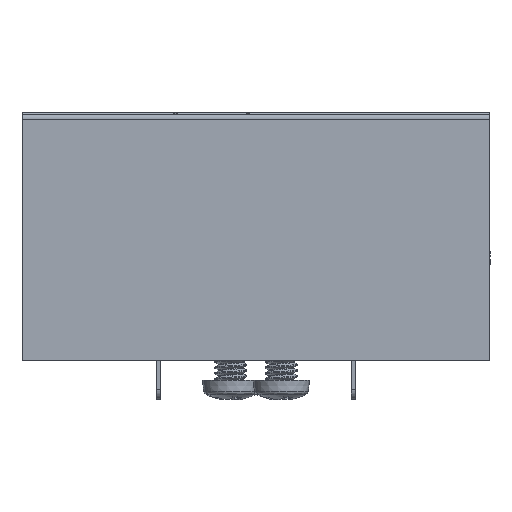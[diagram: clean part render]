
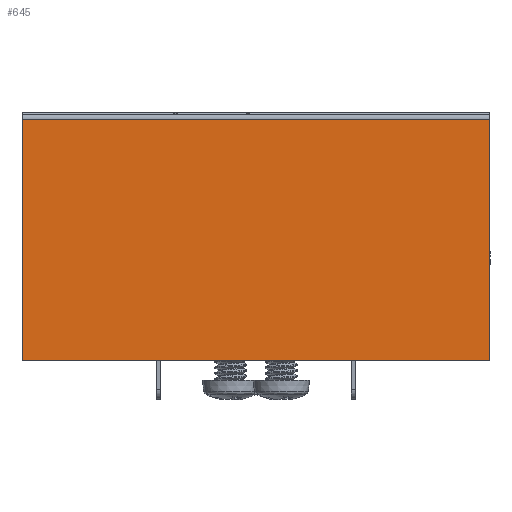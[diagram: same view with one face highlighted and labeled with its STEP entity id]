
A CAD part, left-side view. The second image highlights one B-rep face of the part: STEP entity #645.
In plain terms, the highlighted face is planar.
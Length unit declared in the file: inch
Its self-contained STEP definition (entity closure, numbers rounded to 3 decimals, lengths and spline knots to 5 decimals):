
#367 = FACE_OUTER_BOUND ( 'NONE', #8735, .T. ) ;
#413 = VERTEX_POINT ( 'NONE', #26242 ) ;
#546 = EDGE_CURVE ( 'NONE', #18859, #625, #7619, .T. ) ;
#625 = VERTEX_POINT ( 'NONE', #16784 ) ;
#645 = ADVANCED_FACE ( 'NONE', ( #367 ), #15979, .F. ) ;
#2138 = CARTESIAN_POINT ( 'NONE',  ( 1., 0.72835, 0.75272 ) ) ;
#2361 = DIRECTION ( 'NONE',  ( 0., 1., 0. ) ) ;
#2400 = CARTESIAN_POINT ( 'NONE',  ( 1., 6., 0. ) ) ;
#2511 = VERTEX_POINT ( 'NONE', #2138 ) ;
#2539 = LINE ( 'NONE', #2400, #21896 ) ;
#7318 = AXIS2_PLACEMENT_3D ( 'NONE', #15716, #15713, #15684 ) ;
#7619 = LINE ( 'NONE', #19404, #22930 ) ;
#8735 = EDGE_LOOP ( 'NONE', ( #28499, #28437, #27929, #27785 ) ) ;
#11299 = EDGE_CURVE ( 'NONE', #625, #2511, #12292, .T. ) ;
#11397 = VECTOR ( 'NONE', #18364, 39.37008 ) ;
#12292 = LINE ( 'NONE', #26049, #29103 ) ;
#15684 = DIRECTION ( 'NONE',  ( 0., 0., 1. ) ) ;
#15713 = DIRECTION ( 'NONE',  ( -1., 0., 0. ) ) ;
#15716 = CARTESIAN_POINT ( 'NONE',  ( 1., 6., 0. ) ) ;
#15979 = PLANE ( 'NONE',  #7318 ) ;
#16587 = EDGE_CURVE ( 'NONE', #18859, #413, #2539, .T. ) ;
#16784 = CARTESIAN_POINT ( 'NONE',  ( 1., -0.72835, 0.75272 ) ) ;
#18364 = DIRECTION ( 'NONE',  ( 0., 0., -1. ) ) ;
#18525 = CARTESIAN_POINT ( 'NONE',  ( 1., 0.72835, 0.76772 ) ) ;
#18859 = VERTEX_POINT ( 'NONE', #22716 ) ;
#19214 = EDGE_CURVE ( 'NONE', #2511, #413, #26329, .T. ) ;
#19370 = DIRECTION ( 'NONE',  ( 0., 0., 1. ) ) ;
#19404 = CARTESIAN_POINT ( 'NONE',  ( 1., -0.72835, 0.76772 ) ) ;
#21896 = VECTOR ( 'NONE', #2361, 39.37008 ) ;
#22716 = CARTESIAN_POINT ( 'NONE',  ( 1., -0.72835, 0. ) ) ;
#22930 = VECTOR ( 'NONE', #19370, 39.37008 ) ;
#25767 = DIRECTION ( 'NONE',  ( 0., 1., 0. ) ) ;
#26049 = CARTESIAN_POINT ( 'NONE',  ( 1., 6., 0.75272 ) ) ;
#26242 = CARTESIAN_POINT ( 'NONE',  ( 1., 0.72835, 0. ) ) ;
#26329 = LINE ( 'NONE', #18525, #11397 ) ;
#27785 = ORIENTED_EDGE ( 'NONE', *, *, #19214, .F. ) ;
#27929 = ORIENTED_EDGE ( 'NONE', *, *, #16587, .T. ) ;
#28437 = ORIENTED_EDGE ( 'NONE', *, *, #546, .F. ) ;
#28499 = ORIENTED_EDGE ( 'NONE', *, *, #11299, .F. ) ;
#29103 = VECTOR ( 'NONE', #25767, 39.37008 ) ;
